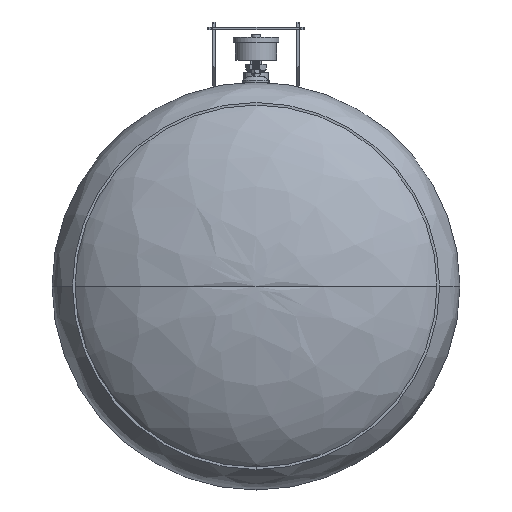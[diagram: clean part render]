
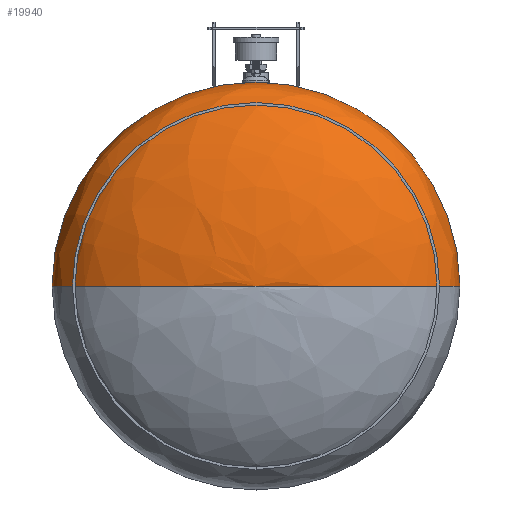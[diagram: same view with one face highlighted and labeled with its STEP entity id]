
A CAD part, front view. The second image highlights one B-rep face of the part: STEP entity #19940.
In plain terms, the highlighted free-form (B-spline) face has degree [3, 3] with [4, 4] control points.
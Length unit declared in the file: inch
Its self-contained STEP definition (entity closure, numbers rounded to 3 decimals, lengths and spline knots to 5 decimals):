
#59 = EDGE_CURVE ( 'NONE', #37611, #24727, #16429, .T. ) ;
#1605 = CARTESIAN_POINT ( 'NONE',  ( 0., 0.5575, 0. ) ) ;
#1727 = CARTESIAN_POINT ( 'NONE',  ( 10., 0.5575, -20. ) ) ;
#2876 = ORIENTED_EDGE ( 'NONE', *, *, #59, .F. ) ;
#3749 = AXIS2_PLACEMENT_3D ( 'NONE', #37354, #31602, #19432 ) ;
#4107 = CARTESIAN_POINT ( 'NONE',  ( 5.85786, 5.62, 0. ) ) ;
#5463 = CARTESIAN_POINT ( 'NONE',  ( 10., 3.52304, -20. ) ) ;
#6127 = CARTESIAN_POINT ( 'NONE',  ( -10., 0.5575, 0. ) ) ;
#6531 = CARTESIAN_POINT ( 'NONE',  ( -5.85786, 5.62, 0. ) ) ;
#8057 = VERTEX_POINT ( 'NONE', #13585 ) ;
#8344 = CARTESIAN_POINT ( 'NONE',  ( 0., 5.62, 0. ) ) ;
#8555 = CARTESIAN_POINT ( 'NONE',  ( -5.85786, 5.62, 0. ) ) ;
#8648 = ORIENTED_EDGE ( 'NONE', *, *, #22728, .F. ) ;
#9459 = CIRCLE ( 'NONE', #31839, 10. ) ;
#10679 = CARTESIAN_POINT ( 'NONE',  ( 0., 5.62, 0. ) ) ;
#11433 = CARTESIAN_POINT ( 'NONE',  ( 10., 0.5575, 0. ) ) ;
#11647 = CARTESIAN_POINT ( 'NONE',  ( -5.85786, 5.62, -11.71573 ) ) ;
#12475 = ORIENTED_EDGE ( 'NONE', *, *, #15213, .F. ) ;
#13585 = CARTESIAN_POINT ( 'NONE',  ( 0., 0.5575, -10. ) ) ;
#13888 = CARTESIAN_POINT ( 'NONE',  ( -10., 0.5575, 0. ) ) ;
#15213 = EDGE_CURVE ( 'NONE', #8057, #34286, #34694, .T. ) ;
#16429 =( BOUNDED_CURVE ( )  B_SPLINE_CURVE ( 3, ( #38410, #6531, #19104, #6127 ),
 .UNSPECIFIED., .F., .T. ) 
 B_SPLINE_CURVE_WITH_KNOTS ( ( 4, 4 ),
 ( 1.5708, 3.14159 ),
 .UNSPECIFIED. ) 
 CURVE ( )  GEOMETRIC_REPRESENTATION_ITEM ( )  RATIONAL_B_SPLINE_CURVE ( ( 1., 0.805, 0.805, 1. ) ) 
 REPRESENTATION_ITEM ( '' )  );
#16605 = EDGE_LOOP ( 'NONE', ( #2876, #34785, #12475, #8648 ) ) ;
#18038 = CARTESIAN_POINT ( 'NONE',  ( 10., 3.52304, 0. ) ) ;
#19104 = CARTESIAN_POINT ( 'NONE',  ( -10., 3.52304, 0. ) ) ;
#19432 = DIRECTION ( 'NONE',  ( 0., 0., -1. ) ) ;
#19940 = ADVANCED_FACE ( 'NONE', ( #36559 ), #35427, .F. ) ;
#20720 = CARTESIAN_POINT ( 'NONE',  ( 0., 5.62, 0. ) ) ;
#20929 = CARTESIAN_POINT ( 'NONE',  ( -10., 3.52304, -20. ) ) ;
#21533 = CARTESIAN_POINT ( 'NONE',  ( 0., 5.62, 0. ) ) ;
#22676 = EDGE_CURVE ( 'NONE', #37611, #34286, #24159, .T. ) ;
#22728 = EDGE_CURVE ( 'NONE', #24727, #8057, #9459, .T. ) ;
#24159 =( BOUNDED_CURVE ( )  B_SPLINE_CURVE ( 3, ( #10679, #4107, #29863, #35406 ),
 .UNSPECIFIED., .F., .T. ) 
 B_SPLINE_CURVE_WITH_KNOTS ( ( 4, 4 ),
 ( 1.5708, 3.14159 ),
 .UNSPECIFIED. ) 
 CURVE ( )  GEOMETRIC_REPRESENTATION_ITEM ( )  RATIONAL_B_SPLINE_CURVE ( ( 1., 0.805, 0.805, 1. ) ) 
 REPRESENTATION_ITEM ( '' )  );
#24220 = CARTESIAN_POINT ( 'NONE',  ( 0., 5.62, 0. ) ) ;
#24727 = VERTEX_POINT ( 'NONE', #13888 ) ;
#27106 = CARTESIAN_POINT ( 'NONE',  ( 0., 5.62, 0. ) ) ;
#29863 = CARTESIAN_POINT ( 'NONE',  ( 10., 3.52304, 0. ) ) ;
#30413 = CARTESIAN_POINT ( 'NONE',  ( -10., 0.5575, -20. ) ) ;
#31602 = DIRECTION ( 'NONE',  ( 0., -1., 0. ) ) ;
#31839 = AXIS2_PLACEMENT_3D ( 'NONE', #1605, #32745, #32541 ) ;
#32541 = DIRECTION ( 'NONE',  ( 0., 0., -1. ) ) ;
#32745 = DIRECTION ( 'NONE',  ( 0., -1., 0. ) ) ;
#33070 = CARTESIAN_POINT ( 'NONE',  ( -10., 3.52304, 0. ) ) ;
#34286 = VERTEX_POINT ( 'NONE', #38503 ) ;
#34694 = CIRCLE ( 'NONE', #3749, 10. ) ;
#34785 = ORIENTED_EDGE ( 'NONE', *, *, #22676, .T. ) ;
#35406 = CARTESIAN_POINT ( 'NONE',  ( 10., 0.5575, 0. ) ) ;
#35427 =( BOUNDED_SURFACE ( )  B_SPLINE_SURFACE ( 3, 3, ( 
 ( #20720, #8344, #27106, #24220 ),
 ( #8555, #11647, #40044, #36765 ),
 ( #33070, #20929, #5463, #18038 ),
 ( #39623, #30413, #1727, #11433 ) ),
 .UNSPECIFIED., .F., .F., .T. ) 
 B_SPLINE_SURFACE_WITH_KNOTS ( ( 4, 4 ),
 ( 4, 4 ),
 ( 0., 1. ),
 ( 0., 1. ),
 .UNSPECIFIED. ) 
 GEOMETRIC_REPRESENTATION_ITEM ( )  RATIONAL_B_SPLINE_SURFACE ( (
 ( 1., 0.333, 0.333, 1.),
 ( 0.805, 0.268, 0.268, 0.805),
 ( 0.805, 0.268, 0.268, 0.805),
 ( 1., 0.333, 0.333, 1.) ) ) 
 REPRESENTATION_ITEM ( '' )  SURFACE ( )  );
#36559 = FACE_OUTER_BOUND ( 'NONE', #16605, .T. ) ;
#36765 = CARTESIAN_POINT ( 'NONE',  ( 5.85786, 5.62, 0. ) ) ;
#37354 = CARTESIAN_POINT ( 'NONE',  ( 0., 0.5575, 0. ) ) ;
#37611 = VERTEX_POINT ( 'NONE', #21533 ) ;
#38410 = CARTESIAN_POINT ( 'NONE',  ( 0., 5.62, 0. ) ) ;
#38503 = CARTESIAN_POINT ( 'NONE',  ( 10., 0.5575, 0. ) ) ;
#39623 = CARTESIAN_POINT ( 'NONE',  ( -10., 0.5575, 0. ) ) ;
#40044 = CARTESIAN_POINT ( 'NONE',  ( 5.85786, 5.62, -11.71573 ) ) ;
